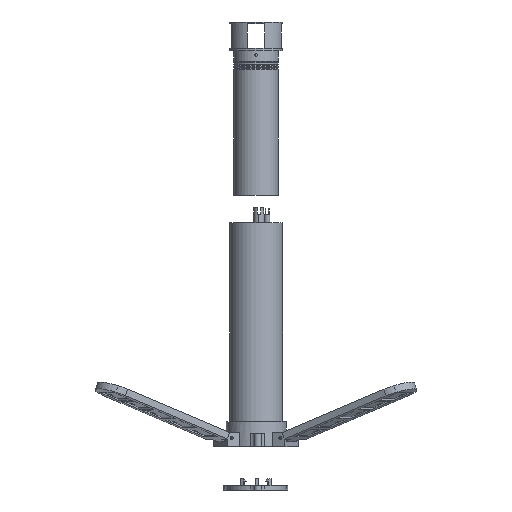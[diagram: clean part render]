
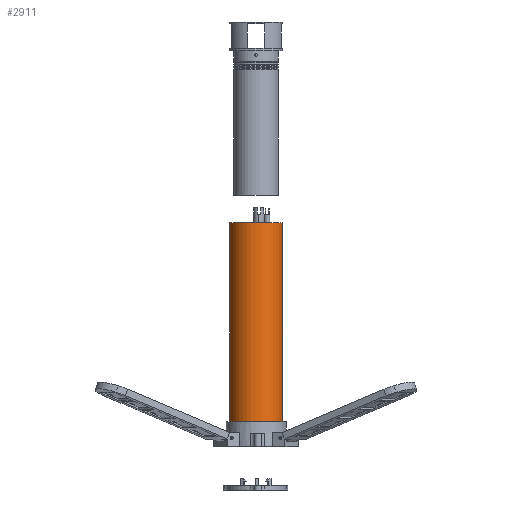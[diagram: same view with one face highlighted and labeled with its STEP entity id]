
A CAD part, front view. The second image highlights one B-rep face of the part: STEP entity #2911.
In plain terms, the highlighted cylindrical face has radius 30 mm (diameter 60 mm), a partial arc.
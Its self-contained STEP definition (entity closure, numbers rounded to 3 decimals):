
#2855=CARTESIAN_POINT('Axis2P3D Location',(0.,120.65,0.)) ;
#2860=CARTESIAN_POINT('Line Origine',(-30.,120.65,0.)) ;
#2864=CARTESIAN_POINT('Vertex',(-30.,0.,0.)) ;
#2866=CARTESIAN_POINT('Vertex',(-30.,241.3,0.)) ;
#2873=CARTESIAN_POINT('Vertex',(30.,0.,0.)) ;
#2876=CARTESIAN_POINT('Line Origine',(30.,120.65,0.)) ;
#2880=CARTESIAN_POINT('Vertex',(30.,241.3,0.)) ;
#2895=CARTESIAN_POINT('Axis2P3D Location',(0.,0.,0.)) ;
#2900=CARTESIAN_POINT('Axis2P3D Location',(0.,241.3,0.)) ;
#2856=DIRECTION('Axis2P3D Direction',(0.,1.,-0.)) ;
#2857=DIRECTION('Axis2P3D XDirection',(-1.,0.,0.)) ;
#2861=DIRECTION('Vector Direction',(0.,1.,0.)) ;
#2877=DIRECTION('Vector Direction',(0.,1.,0.)) ;
#2896=DIRECTION('Axis2P3D Direction',(0.,1.,-0.)) ;
#2901=DIRECTION('Axis2P3D Direction',(0.,1.,-0.)) ;
#2858=AXIS2_PLACEMENT_3D('Cylinder Axis2P3D',#2855,#2856,#2857) ;
#2897=AXIS2_PLACEMENT_3D('Circle Axis2P3D',#2895,#2896,$) ;
#2902=AXIS2_PLACEMENT_3D('Circle Axis2P3D',#2900,#2901,$) ;
#2906=ORIENTED_EDGE('',*,*,#2882,.F.) ;
#2907=ORIENTED_EDGE('',*,*,#2899,.T.) ;
#2908=ORIENTED_EDGE('',*,*,#2868,.T.) ;
#2909=ORIENTED_EDGE('',*,*,#2904,.F.) ;
#2862=VECTOR('Line Direction',#2861,1.) ;
#2878=VECTOR('Line Direction',#2877,1.) ;
#2911=ADVANCED_FACE('PartBody',(#2910),#2859,.T.) ;
#2898=CIRCLE('generated circle',#2897,30.) ;
#2903=CIRCLE('generated circle',#2902,30.) ;
#2859=CYLINDRICAL_SURFACE('generated cylinder',#2858,30.) ;
#2868=EDGE_CURVE('',#2865,#2867,#2863,.T.) ;
#2882=EDGE_CURVE('',#2874,#2881,#2879,.T.) ;
#2899=EDGE_CURVE('',#2874,#2865,#2898,.T.) ;
#2904=EDGE_CURVE('',#2881,#2867,#2903,.T.) ;
#2905=EDGE_LOOP('',(#2906,#2907,#2908,#2909)) ;
#2910=FACE_OUTER_BOUND('',#2905,.T.) ;
#2863=LINE('Line',#2860,#2862) ;
#2879=LINE('Line',#2876,#2878) ;
#2865=VERTEX_POINT('',#2864) ;
#2867=VERTEX_POINT('',#2866) ;
#2874=VERTEX_POINT('',#2873) ;
#2881=VERTEX_POINT('',#2880) ;
